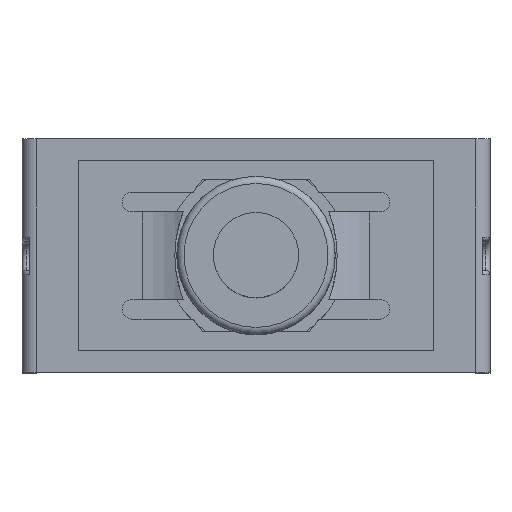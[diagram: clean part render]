
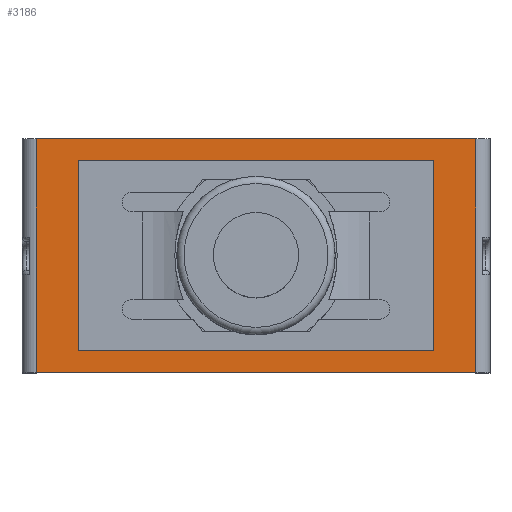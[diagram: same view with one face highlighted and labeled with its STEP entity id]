
A CAD part, top view. The second image highlights one B-rep face of the part: STEP entity #3186.
In plain terms, the highlighted planar face has unit normal (0, 0, 1).
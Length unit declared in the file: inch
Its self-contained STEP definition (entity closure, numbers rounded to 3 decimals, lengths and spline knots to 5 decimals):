
#24=FACE_BOUND('',#1149,.T.);
#172=PLANE('',#3398);
#330=LINE('',#5373,#642);
#331=LINE('',#5375,#643);
#332=LINE('',#5377,#644);
#333=LINE('',#5378,#645);
#334=LINE('',#5381,#646);
#335=LINE('',#5383,#647);
#336=LINE('',#5385,#648);
#337=LINE('',#5386,#649);
#642=VECTOR('',#3832,0.3937);
#643=VECTOR('',#3833,0.3937);
#644=VECTOR('',#3834,0.3937);
#645=VECTOR('',#3835,0.3937);
#646=VECTOR('',#3836,0.3937);
#647=VECTOR('',#3837,0.3937);
#648=VECTOR('',#3838,0.3937);
#649=VECTOR('',#3839,0.3937);
#976=FACE_OUTER_BOUND('',#1148,.T.);
#1148=EDGE_LOOP('',(#2409,#2410,#2411,#2412));
#1149=EDGE_LOOP('',(#2413,#2414,#2415,#2416));
#1444=VERTEX_POINT('',#5371);
#1445=VERTEX_POINT('',#5372);
#1446=VERTEX_POINT('',#5374);
#1447=VERTEX_POINT('',#5376);
#1448=VERTEX_POINT('',#5379);
#1449=VERTEX_POINT('',#5380);
#1450=VERTEX_POINT('',#5382);
#1451=VERTEX_POINT('',#5384);
#1806=EDGE_CURVE('',#1444,#1445,#330,.T.);
#1807=EDGE_CURVE('',#1446,#1444,#331,.T.);
#1808=EDGE_CURVE('',#1447,#1446,#332,.T.);
#1809=EDGE_CURVE('',#1445,#1447,#333,.T.);
#1810=EDGE_CURVE('',#1448,#1449,#334,.T.);
#1811=EDGE_CURVE('',#1450,#1448,#335,.T.);
#1812=EDGE_CURVE('',#1451,#1450,#336,.T.);
#1813=EDGE_CURVE('',#1449,#1451,#337,.T.);
#2409=ORIENTED_EDGE('',*,*,#1806,.F.);
#2410=ORIENTED_EDGE('',*,*,#1807,.F.);
#2411=ORIENTED_EDGE('',*,*,#1808,.F.);
#2412=ORIENTED_EDGE('',*,*,#1809,.F.);
#2413=ORIENTED_EDGE('',*,*,#1810,.F.);
#2414=ORIENTED_EDGE('',*,*,#1811,.F.);
#2415=ORIENTED_EDGE('',*,*,#1812,.F.);
#2416=ORIENTED_EDGE('',*,*,#1813,.F.);
#3186=ADVANCED_FACE('',(#976,#24),#172,.T.);
#3398=AXIS2_PLACEMENT_3D('',#5370,#3830,#3831);
#3830=DIRECTION('center_axis',(0.,0.,
1.));
#3831=DIRECTION('ref_axis',(1.,0.,0.));
#3832=DIRECTION('',(0.,1.,0.));
#3833=DIRECTION('',(-1.,0.,0.));
#3834=DIRECTION('',(0.,-1.,0.));
#3835=DIRECTION('',(1.,0.,0.));
#3836=DIRECTION('',(1.,0.,0.));
#3837=DIRECTION('',(0.,-1.,0.));
#3838=DIRECTION('',(-1.,0.,0.));
#3839=DIRECTION('',(0.,1.,0.));
#5370=CARTESIAN_POINT('Origin',(0.,0.,
0.42953));
#5371=CARTESIAN_POINT('',(-0.30039,-0.16004,0.42953));
#5372=CARTESIAN_POINT('',(-0.30039,0.16004,0.42953));
#5373=CARTESIAN_POINT('',(-0.30039,-0.08002,0.42953));
#5374=CARTESIAN_POINT('',(0.30039,-0.16004,0.42953));
#5375=CARTESIAN_POINT('',(0.32008,-0.16004,0.42953));
#5376=CARTESIAN_POINT('',(0.30039,0.16004,0.42953));
#5377=CARTESIAN_POINT('',(0.30039,0.08002,0.42953));
#5378=CARTESIAN_POINT('',(-0.32008,0.16004,0.42953));
#5379=CARTESIAN_POINT('',(-0.24213,-0.12992,0.42953));
#5380=CARTESIAN_POINT('',(0.24213,-0.12992,0.42953));
#5381=CARTESIAN_POINT('',(-0.24213,-0.12992,0.42953));
#5382=CARTESIAN_POINT('',(-0.24213,0.12992,0.42953));
#5383=CARTESIAN_POINT('',(-0.24213,0.12992,0.42953));
#5384=CARTESIAN_POINT('',(0.24213,0.12992,0.42953));
#5385=CARTESIAN_POINT('',(0.24213,0.12992,0.42953));
#5386=CARTESIAN_POINT('',(0.24213,-0.12992,0.42953));
